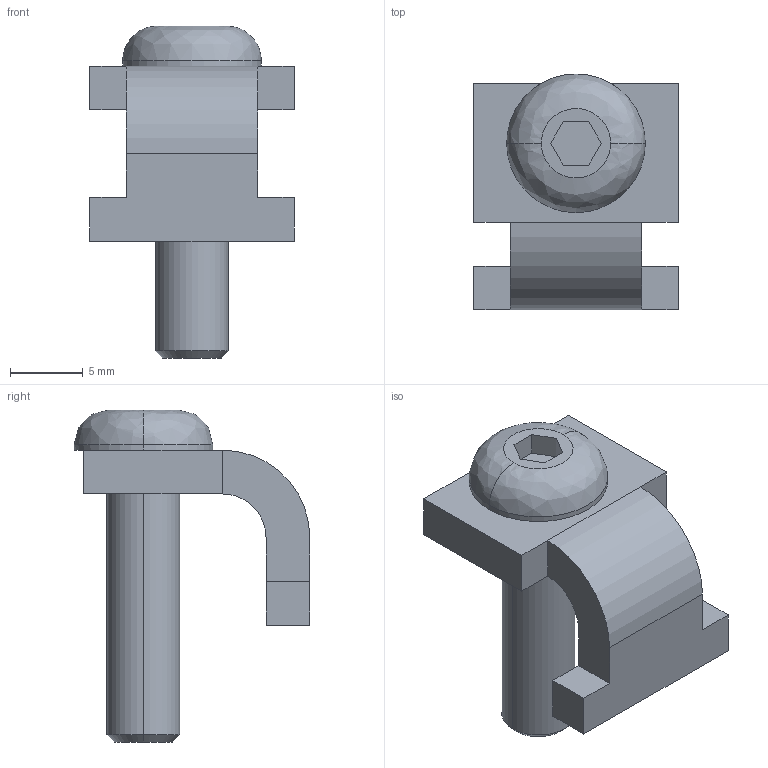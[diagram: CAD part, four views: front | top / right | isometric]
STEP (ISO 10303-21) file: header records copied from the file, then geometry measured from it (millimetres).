
FILE_DESCRIPTION (( 'STEP AP214' ), '1' );
FILE_NAME ('-71280541', '2019-02-04T10:14:34', ( '' ), ('JUGARD+KÜNSTNER GmbH'), 'SwSTEP 2.0', 'SolidWorks 2017', '' );
FILE_SCHEMA (( 'AUTOMOTIVE_DESIGN' ));
Length unit declared in the file: millimetre
Products named in the file (1): -71280541_CNAJF00
Bounding box: 14 x 16.15 x 22.75 mm (x, y, z)
Volume: 1277.5 mm3; surface area: 1204.9 mm2
Topology: 1 solids, 1 shells, 40 faces, 94 edges, 58 vertices
Faces by surface type: plane 26, cylinder 8, bspline 4, cone 2
Entity records: 1406 total; most frequent: CARTESIAN_POINT 259, DIRECTION 190, ORIENTED_EDGE 188, EDGE_CURVE 94, LINE 68, VECTOR 68, AXIS2_PLACEMENT_3D 61, VERTEX_POINT 58
